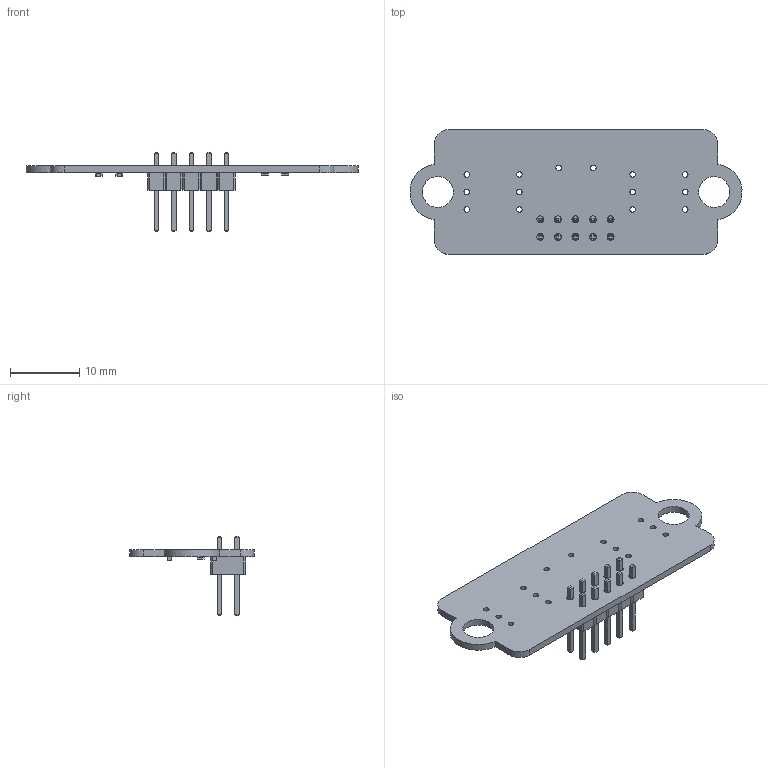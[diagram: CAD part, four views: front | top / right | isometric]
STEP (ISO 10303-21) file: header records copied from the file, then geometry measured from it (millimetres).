
FILE_DESCRIPTION(('KiCad electronic assembly'),'2;1');
FILE_NAME('tone_block.step','2021-09-10T18:01:37',('An Author'),( 'A Company'),'Open CASCADE STEP processor 7.5', 'KiCad to STEP converter','Unknown');
FILE_SCHEMA(('AUTOMOTIVE_DESIGN { 1 0 10303 214 1 1 1 1 }'));
Length unit declared in the file: millimetre
Products named in the file (8): Open CASCADE STEP translator 7.5 1; PinHeader_2x05_P2.54mm_Vertical; SOLID; C_0402_1005Metric; R_0402_1005Metric; COMPOUND
Assembly tree (15 placements, depth 3):
  Open CASCADE STEP translator 7.5 1
    PinHeader_2x05_P2.54mm_Vertical
      SOLID
    C_0402_1005Metric  x4
      SOLID
    R_0402_1005Metric  x6
      SOLID
    COMPOUND
Bounding box: 48.03 x 18 x 11.54 mm (x, y, z)
Volume: 931.3 mm3; surface area: 2146.2 mm2
Topology: 12 solids, 12 shells, 522 faces, 1306 edges, 836 vertices
Faces by surface type: plane 394, cylinder 128
Full cylindrical faces by diameter (mm): 0.8 x14, 1 x10, 4.5 x2
Entity records: 20838 total; most frequent: CARTESIAN_POINT 3166, DIRECTION 2982, LINE 2042, VECTOR 2042, ORIENTED_EDGE 1500, PCURVE 1500, DEFINITIONAL_REPRESENTATION 1500, EDGE_CURVE 750
